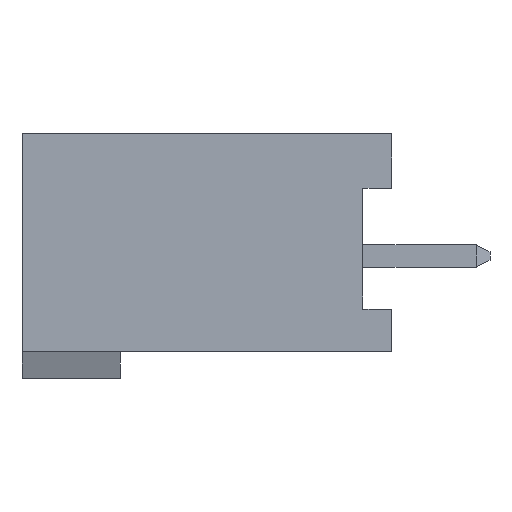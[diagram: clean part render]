
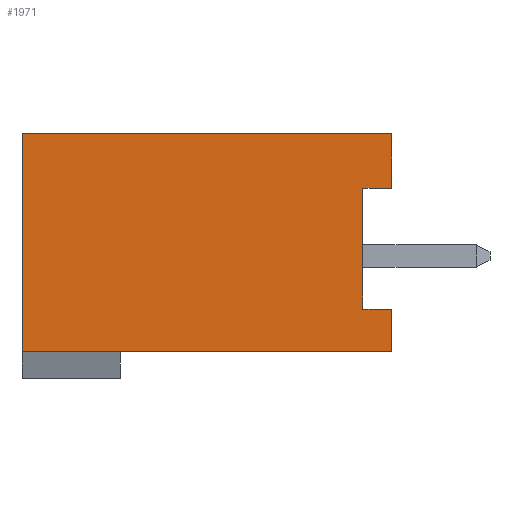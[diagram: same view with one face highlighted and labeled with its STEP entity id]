
A CAD part, left-side view. The second image highlights one B-rep face of the part: STEP entity #1971.
In plain terms, the highlighted planar face has unit normal (-1, 0, 0).
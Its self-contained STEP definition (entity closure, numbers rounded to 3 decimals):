
#11 = LINE ( 'NONE', #1781, #2315 ) ;
#141 = CARTESIAN_POINT ( 'NONE',  ( -6.755, -5.45, -2.825 ) ) ;
#247 = LINE ( 'NONE', #759, #3474 ) ;
#484 = DIRECTION ( 'NONE',  ( 0., -1., 0. ) ) ;
#740 = CARTESIAN_POINT ( 'NONE',  ( -6.755, 0., 3.605 ) ) ;
#759 = CARTESIAN_POINT ( 'NONE',  ( -6.755, -5.45, 1.995 ) ) ;
#798 = LINE ( 'NONE', #3354, #4172 ) ;
#831 = ORIENTED_EDGE ( 'NONE', *, *, #5775, .T. ) ;
#861 = DIRECTION ( 'NONE',  ( -1., 0., 0. ) ) ;
#973 = CARTESIAN_POINT ( 'NONE',  ( -6.755, -5.45, -2.825 ) ) ;
#981 = VERTEX_POINT ( 'NONE', #973 ) ;
#998 = EDGE_CURVE ( 'NONE', #4491, #981, #4754, .T. ) ;
#1094 = ORIENTED_EDGE ( 'NONE', *, *, #1235, .F. ) ;
#1197 = LINE ( 'NONE', #3200, #2536 ) ;
#1235 = EDGE_CURVE ( 'NONE', #1870, #1508, #1356, .T. ) ;
#1339 = EDGE_CURVE ( 'NONE', #5791, #2239, #247, .T. ) ;
#1356 = LINE ( 'NONE', #740, #3679 ) ;
#1508 = VERTEX_POINT ( 'NONE', #3499 ) ;
#1545 = CARTESIAN_POINT ( 'NONE',  ( -6.755, -4.6, 1.995 ) ) ;
#1596 = EDGE_CURVE ( 'NONE', #2239, #3568, #11, .T. ) ;
#1612 = DIRECTION ( 'NONE',  ( 0., -1., 0. ) ) ;
#1781 = CARTESIAN_POINT ( 'NONE',  ( -6.755, -4.6, -3.035 ) ) ;
#1870 = VERTEX_POINT ( 'NONE', #2066 ) ;
#1876 = EDGE_CURVE ( 'NONE', #1870, #4491, #798, .T. ) ;
#1892 = ORIENTED_EDGE ( 'NONE', *, *, #1596, .F. ) ;
#1971 = ADVANCED_FACE ( 'NONE', ( #2605 ), #2141, .T. ) ;
#2019 = VECTOR ( 'NONE', #3289, 1000. ) ;
#2066 = CARTESIAN_POINT ( 'NONE',  ( -6.755, 5.45, 3.605 ) ) ;
#2134 = DIRECTION ( 'NONE',  ( 0., 1., 0. ) ) ;
#2141 = PLANE ( 'NONE',  #3636 ) ;
#2239 = VERTEX_POINT ( 'NONE', #1545 ) ;
#2250 = CARTESIAN_POINT ( 'NONE',  ( -6.755, 5.668, -2.954 ) ) ;
#2284 = ORIENTED_EDGE ( 'NONE', *, *, #1876, .T. ) ;
#2315 = VECTOR ( 'NONE', #4152, 1000. ) ;
#2440 = ORIENTED_EDGE ( 'NONE', *, *, #998, .T. ) ;
#2507 = EDGE_LOOP ( 'NONE', ( #2284, #2440, #4077, #831, #1892, #3090, #3219, #1094 ) ) ;
#2536 = VECTOR ( 'NONE', #4573, 1000. ) ;
#2552 = EDGE_CURVE ( 'NONE', #1508, #5791, #1197, .T. ) ;
#2605 = FACE_OUTER_BOUND ( 'NONE', #2507, .T. ) ;
#3090 = ORIENTED_EDGE ( 'NONE', *, *, #1339, .F. ) ;
#3108 = VECTOR ( 'NONE', #2134, 1000. ) ;
#3191 = CARTESIAN_POINT ( 'NONE',  ( -6.755, 2.55, -2.825 ) ) ;
#3200 = CARTESIAN_POINT ( 'NONE',  ( -6.755, -5.45, 1.995 ) ) ;
#3205 = CARTESIAN_POINT ( 'NONE',  ( -6.755, -4.6, -1.565 ) ) ;
#3219 = ORIENTED_EDGE ( 'NONE', *, *, #2552, .F. ) ;
#3289 = DIRECTION ( 'NONE',  ( 0., 0., -1. ) ) ;
#3354 = CARTESIAN_POINT ( 'NONE',  ( -6.755, 5.45, 0. ) ) ;
#3474 = VECTOR ( 'NONE', #3886, 1000. ) ;
#3499 = CARTESIAN_POINT ( 'NONE',  ( -6.755, -5.45, 3.605 ) ) ;
#3504 = CARTESIAN_POINT ( 'NONE',  ( -6.755, -5.45, 1.995 ) ) ;
#3568 = VERTEX_POINT ( 'NONE', #3205 ) ;
#3572 = EDGE_CURVE ( 'NONE', #4411, #981, #4127, .T. ) ;
#3636 = AXIS2_PLACEMENT_3D ( 'NONE', #2250, #861, #5358 ) ;
#3679 = VECTOR ( 'NONE', #1612, 1000. ) ;
#3886 = DIRECTION ( 'NONE',  ( 0., 1., 0. ) ) ;
#3957 = DIRECTION ( 'NONE',  ( 0., 0., -1. ) ) ;
#4077 = ORIENTED_EDGE ( 'NONE', *, *, #3572, .F. ) ;
#4127 = LINE ( 'NONE', #141, #2019 ) ;
#4152 = DIRECTION ( 'NONE',  ( 0., 0., -1. ) ) ;
#4172 = VECTOR ( 'NONE', #3957, 1000. ) ;
#4411 = VERTEX_POINT ( 'NONE', #5638 ) ;
#4491 = VERTEX_POINT ( 'NONE', #5303 ) ;
#4573 = DIRECTION ( 'NONE',  ( 0., 0., -1. ) ) ;
#4754 = LINE ( 'NONE', #3191, #5017 ) ;
#5017 = VECTOR ( 'NONE', #484, 1000. ) ;
#5303 = CARTESIAN_POINT ( 'NONE',  ( -6.755, 5.45, -2.825 ) ) ;
#5358 = DIRECTION ( 'NONE',  ( 0., -1., 0. ) ) ;
#5638 = CARTESIAN_POINT ( 'NONE',  ( -6.755, -5.45, -1.565 ) ) ;
#5735 = CARTESIAN_POINT ( 'NONE',  ( -6.755, -5.45, -1.565 ) ) ;
#5758 = LINE ( 'NONE', #5735, #3108 ) ;
#5775 = EDGE_CURVE ( 'NONE', #4411, #3568, #5758, .T. ) ;
#5791 = VERTEX_POINT ( 'NONE', #3504 ) ;
